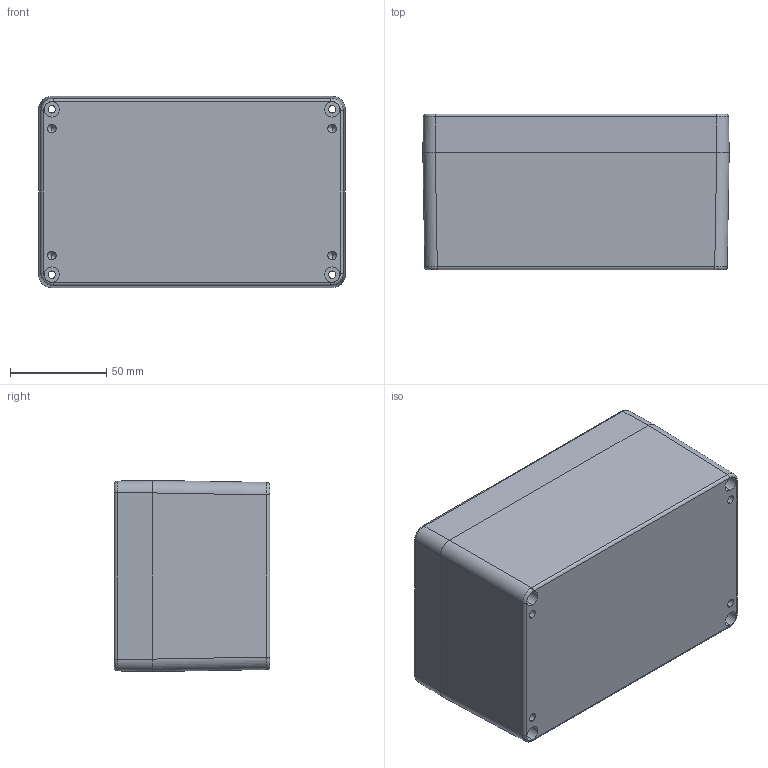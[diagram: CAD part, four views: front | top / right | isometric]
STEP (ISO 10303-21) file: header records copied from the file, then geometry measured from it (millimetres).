
FILE_DESCRIPTION (( 'STEP AP214' ), '1' );
FILE_NAME ('G117.STEP', '2009-11-20T03:41:15', ( 'NEF User' ), ( 'NEF User' ), 'SwSTEP 2.0', 'SolidWorks 2009', '' );
FILE_SCHEMA (( 'AUTOMOTIVE_DESIGN' ));
Length unit declared in the file: millimetre
Products named in the file (3): G117; G116-COVER; G117-BASE
Assembly tree (2 placements, depth 2):
  G117
    G116-COVER
    G117-BASE
Bounding box: 159.5 x 81 x 99.5 mm (x, y, z)
Volume: 278210.8 mm3; surface area: 153450.8 mm2
Topology: 2 solids, 2 shells, 289 faces, 751 edges, 478 vertices
Faces by surface type: cylinder 118, plane 98, cone 60, bspline 13
Entity records: 9669 total; most frequent: CARTESIAN_POINT 2340, DIRECTION 1571, ORIENTED_EDGE 1486, EDGE_CURVE 743, AXIS2_PLACEMENT_3D 585, VERTEX_POINT 478, VECTOR 401, LINE 401
